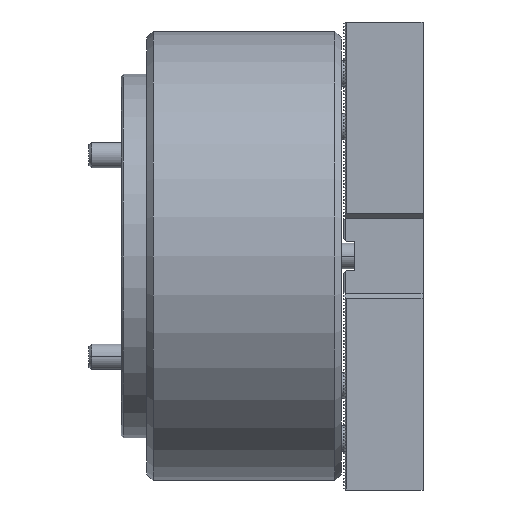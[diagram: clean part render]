
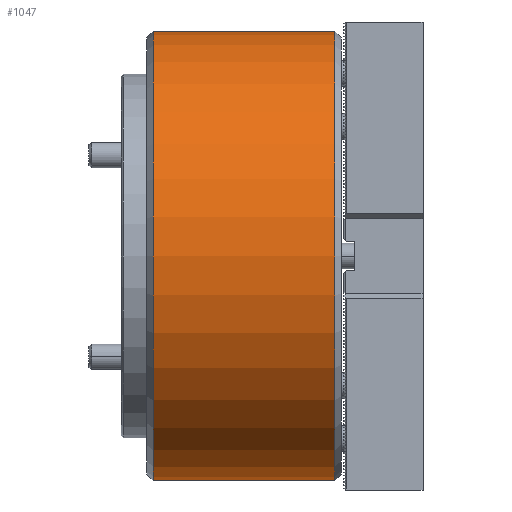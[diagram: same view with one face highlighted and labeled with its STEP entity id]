
A CAD part, front view. The second image highlights one B-rep face of the part: STEP entity #1047.
In plain terms, the highlighted cylindrical face has radius 105 mm (diameter 210 mm), a partial arc.
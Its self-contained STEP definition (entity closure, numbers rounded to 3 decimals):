
#82 = LINE ( 'NONE', #16111, #22754 ) ;
#586 = DIRECTION ( 'NONE',  ( -1., 0., 0. ) ) ;
#740 = DIRECTION ( 'NONE',  ( 1., 0., 0. ) ) ;
#1003 = AXIS2_PLACEMENT_3D ( 'NONE', #21092, #7901, #23258 ) ;
#1025 = DIRECTION ( 'NONE',  ( 1., 0., 0. ) ) ;
#1047 = ADVANCED_FACE ( 'NONE', ( #13439 ), #18604, .T. ) ;
#2556 = VERTEX_POINT ( 'NONE', #6205 ) ;
#5206 = CIRCLE ( 'NONE', #1003, 105. ) ;
#6205 = CARTESIAN_POINT ( 'NONE',  ( 88., 0., 105. ) ) ;
#6780 = ORIENTED_EDGE ( 'NONE', *, *, #18072, .T. ) ;
#7144 = CARTESIAN_POINT ( 'NONE',  ( 329.829, 0., 0. ) ) ;
#7901 = DIRECTION ( 'NONE',  ( 1., 0., 0. ) ) ;
#9205 = EDGE_CURVE ( 'NONE', #23142, #21134, #12795, .T. ) ;
#9397 = DIRECTION ( 'NONE',  ( 1., 0., 0. ) ) ;
#9399 = ORIENTED_EDGE ( 'NONE', *, *, #22397, .T. ) ;
#10056 = CIRCLE ( 'NONE', #24656, 105. ) ;
#12795 = LINE ( 'NONE', #27309, #17275 ) ;
#12814 = EDGE_CURVE ( 'NONE', #27790, #2556, #82, .T. ) ;
#13439 = FACE_OUTER_BOUND ( 'NONE', #17342, .T. ) ;
#13754 = CARTESIAN_POINT ( 'NONE',  ( 88., 0., 0. ) ) ;
#15472 = CARTESIAN_POINT ( 'NONE',  ( 3., 0., 105. ) ) ;
#15961 = DIRECTION ( 'NONE',  ( 0., 0., -1. ) ) ;
#16111 = CARTESIAN_POINT ( 'NONE',  ( 329.829, 0., 105. ) ) ;
#16506 = DIRECTION ( 'NONE',  ( 0., 0., -1. ) ) ;
#17275 = VECTOR ( 'NONE', #1025, 1000. ) ;
#17342 = EDGE_LOOP ( 'NONE', ( #21680, #6780, #21084, #9399 ) ) ;
#18072 = EDGE_CURVE ( 'NONE', #27790, #23142, #5206, .T. ) ;
#18604 = CYLINDRICAL_SURFACE ( 'NONE', #23993, 105. ) ;
#19550 = CARTESIAN_POINT ( 'NONE',  ( 88., 0., -105. ) ) ;
#21084 = ORIENTED_EDGE ( 'NONE', *, *, #9205, .T. ) ;
#21092 = CARTESIAN_POINT ( 'NONE',  ( 3., 0., 0. ) ) ;
#21134 = VERTEX_POINT ( 'NONE', #19550 ) ;
#21208 = CARTESIAN_POINT ( 'NONE',  ( 3., 0., -105. ) ) ;
#21680 = ORIENTED_EDGE ( 'NONE', *, *, #12814, .F. ) ;
#22397 = EDGE_CURVE ( 'NONE', #21134, #2556, #10056, .T. ) ;
#22754 = VECTOR ( 'NONE', #740, 1000. ) ;
#23142 = VERTEX_POINT ( 'NONE', #21208 ) ;
#23258 = DIRECTION ( 'NONE',  ( 0., 0., 1. ) ) ;
#23993 = AXIS2_PLACEMENT_3D ( 'NONE', #7144, #9397, #16506 ) ;
#24656 = AXIS2_PLACEMENT_3D ( 'NONE', #13754, #586, #15961 ) ;
#27309 = CARTESIAN_POINT ( 'NONE',  ( 329.829, 0., -105. ) ) ;
#27790 = VERTEX_POINT ( 'NONE', #15472 ) ;
